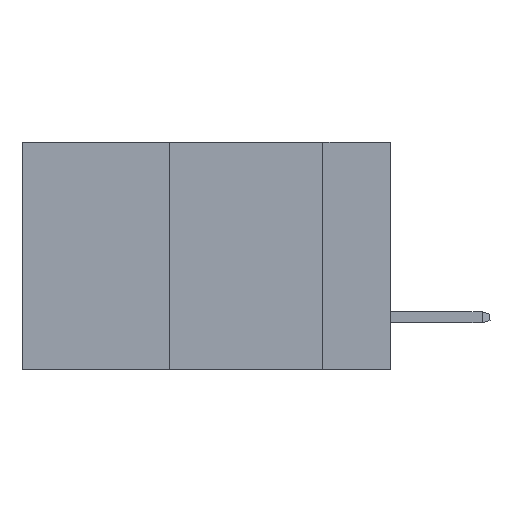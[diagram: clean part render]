
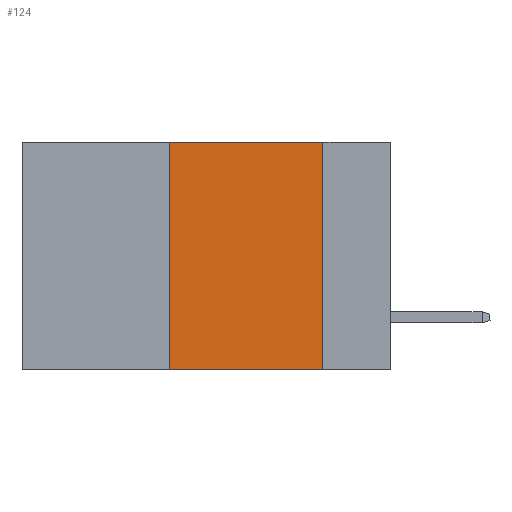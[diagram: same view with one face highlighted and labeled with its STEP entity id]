
A CAD part, left-side view. The second image highlights one B-rep face of the part: STEP entity #124.
In plain terms, the highlighted planar face has unit normal (-1, 0, 0).
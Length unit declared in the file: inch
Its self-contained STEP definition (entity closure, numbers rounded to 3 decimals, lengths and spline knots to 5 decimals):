
#97 = CARTESIAN_POINT ( 'NONE',  ( 0., 0.6, -0.37 ) ) ;
#124 = ADVANCED_FACE ( 'NONE', ( #10914 ), #9232, .F. ) ;
#747 = ORIENTED_EDGE ( 'NONE', *, *, #16114, .T. ) ;
#788 = VERTEX_POINT ( 'NONE', #11843 ) ;
#1215 = CARTESIAN_POINT ( 'NONE',  ( 0., 0.11, -0.37 ) ) ;
#1450 = CARTESIAN_POINT ( 'NONE',  ( 0., 0.36, 0. ) ) ;
#1600 = EDGE_CURVE ( 'NONE', #788, #5812, #16033, .T. ) ;
#1702 = DIRECTION ( 'NONE',  ( 0., -1., 0. ) ) ;
#3023 = CARTESIAN_POINT ( 'NONE',  ( 0., 0.11, 0. ) ) ;
#3993 = ORIENTED_EDGE ( 'NONE', *, *, #17977, .F. ) ;
#4236 = VERTEX_POINT ( 'NONE', #18859 ) ;
#4586 = DIRECTION ( 'NONE',  ( 0., 0., 1. ) ) ;
#5812 = VERTEX_POINT ( 'NONE', #1215 ) ;
#6260 = DIRECTION ( 'NONE',  ( 0., 0., -1. ) ) ;
#6314 = LINE ( 'NONE', #1450, #18038 ) ;
#7939 = DIRECTION ( 'NONE',  ( 1., 0., 0. ) ) ;
#9146 = DIRECTION ( 'NONE',  ( 0., 0., -1. ) ) ;
#9203 = CARTESIAN_POINT ( 'NONE',  ( 0., 0.6, 0. ) ) ;
#9232 = PLANE ( 'NONE',  #15025 ) ;
#9542 = VECTOR ( 'NONE', #1702, 39.37008 ) ;
#9707 = LINE ( 'NONE', #12536, #13316 ) ;
#10411 = EDGE_LOOP ( 'NONE', ( #15888, #3993, #16831, #747 ) ) ;
#10914 = FACE_OUTER_BOUND ( 'NONE', #10411, .T. ) ;
#11843 = CARTESIAN_POINT ( 'NONE',  ( 0., 0.11, 0. ) ) ;
#12290 = CARTESIAN_POINT ( 'NONE',  ( 0., 0.36, 0. ) ) ;
#12536 = CARTESIAN_POINT ( 'NONE',  ( 0., 0.6, 0. ) ) ;
#13316 = VECTOR ( 'NONE', #17062, 39.37008 ) ;
#13639 = LINE ( 'NONE', #97, #9542 ) ;
#15025 = AXIS2_PLACEMENT_3D ( 'NONE', #9203, #7939, #9146 ) ;
#15888 = ORIENTED_EDGE ( 'NONE', *, *, #1600, .F. ) ;
#15948 = VERTEX_POINT ( 'NONE', #12290 ) ;
#16033 = LINE ( 'NONE', #3023, #19524 ) ;
#16114 = EDGE_CURVE ( 'NONE', #4236, #5812, #13639, .T. ) ;
#16831 = ORIENTED_EDGE ( 'NONE', *, *, #17350, .F. ) ;
#17062 = DIRECTION ( 'NONE',  ( 0., -1., 0. ) ) ;
#17350 = EDGE_CURVE ( 'NONE', #4236, #15948, #6314, .T. ) ;
#17977 = EDGE_CURVE ( 'NONE', #15948, #788, #9707, .T. ) ;
#18038 = VECTOR ( 'NONE', #4586, 39.37008 ) ;
#18859 = CARTESIAN_POINT ( 'NONE',  ( 0., 0.36, -0.37 ) ) ;
#19524 = VECTOR ( 'NONE', #6260, 39.37008 ) ;
